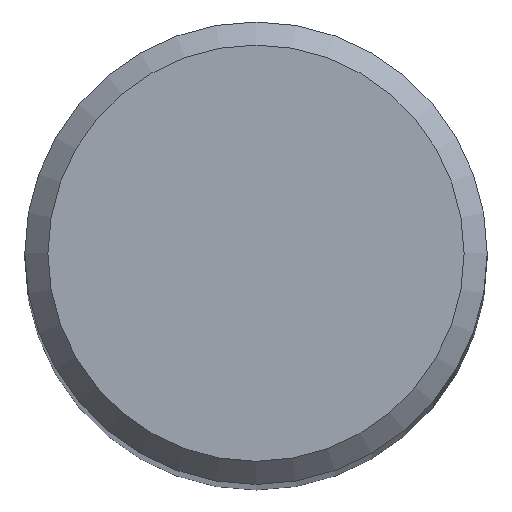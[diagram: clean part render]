
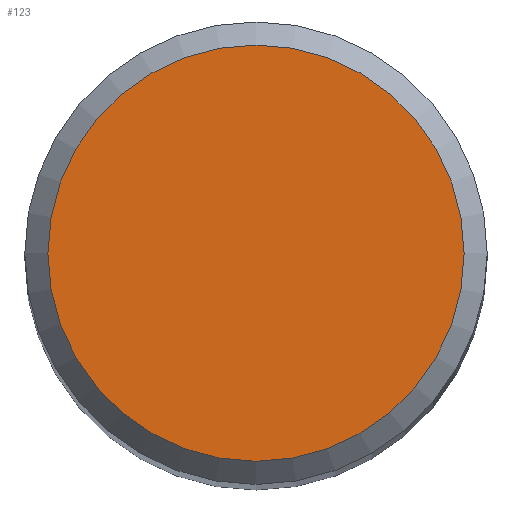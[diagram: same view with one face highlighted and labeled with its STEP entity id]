
A CAD part, top view. The second image highlights one B-rep face of the part: STEP entity #123.
In plain terms, the highlighted planar face has unit normal (0, 0, 1).
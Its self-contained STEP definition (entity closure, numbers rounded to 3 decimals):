
#110=FACE_OUTER_BOUND('',#178,.T.);
#112=PLANE('',#294);
#123=ADVANCED_FACE('',(#110),#112,.F.);
#178=EDGE_LOOP('',(#210));
#210=ORIENTED_EDGE('',*,*,#257,.F.);
#240=VERTEX_POINT('',#400);
#257=EDGE_CURVE('',#240,#240,#273,.T.);
#273=CIRCLE('',#293,8.997);
#293=AXIS2_PLACEMENT_3D('',#399,#335,#336);
#294=AXIS2_PLACEMENT_3D('',#401,#337,#338);
#335=DIRECTION('',(0.0,0.0,-1.0));
#336=DIRECTION('',(1.0,0.0,0.0));
#337=DIRECTION('',(0.0,0.0,-1.0));
#338=DIRECTION('',(-1.0,0.0,0.0));
#399=CARTESIAN_POINT('',(0.0,0.0,0.0));
#400=CARTESIAN_POINT('',(8.997,0.0,0.0));
#401=CARTESIAN_POINT('',(0.0,0.0,0.0));
